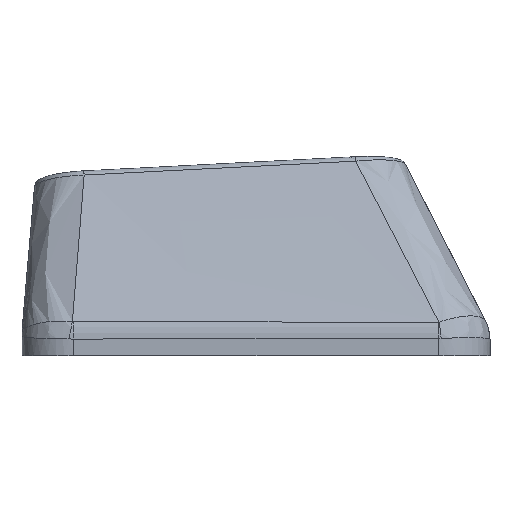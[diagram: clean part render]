
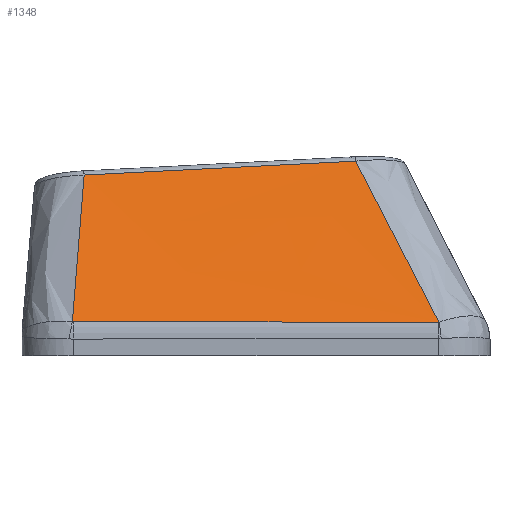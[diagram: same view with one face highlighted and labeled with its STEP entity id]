
A CAD part, left-side view. The second image highlights one B-rep face of the part: STEP entity #1348.
In plain terms, the highlighted free-form (B-spline) face has degree [3, 3] with [4, 4] control points.
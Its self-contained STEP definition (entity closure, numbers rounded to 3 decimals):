
#40=B_SPLINE_SURFACE_WITH_KNOTS('',3,3,((#3108,#3109,#3110,#3111),(#3112,
#3113,#3114,#3115),(#3116,#3117,#3118,#3119),(#3120,#3121,#3122,#3123)),
 .UNSPECIFIED.,.F.,.F.,.F.,(4,4),(4,4),(0.107,0.899),
(0.031,0.956),.UNSPECIFIED.);
#296=FACE_OUTER_BOUND('',#378,.T.);
#378=EDGE_LOOP('',(#1135,#1136,#1137,#1138,#1139,#1140));
#469=B_SPLINE_CURVE_WITH_KNOTS('',3,(#2534,#2535,#2536,#2537),
 .UNSPECIFIED.,.F.,.F.,(4,4),(0.,0.003),
 .UNSPECIFIED.);
#470=B_SPLINE_CURVE_WITH_KNOTS('',3,(#2555,#2556,#2557,#2558),
 .UNSPECIFIED.,.F.,.F.,(4,4),(-1.416,0.),.UNSPECIFIED.);
#473=B_SPLINE_CURVE_WITH_KNOTS('',3,(#2588,#2589,#2590,#2591),
 .UNSPECIFIED.,.F.,.F.,(4,4),(0.,0.004),.UNSPECIFIED.);
#484=B_SPLINE_CURVE_WITH_KNOTS('',3,(#2818,#2819,#2820,#2821),
 .UNSPECIFIED.,.F.,.F.,(4,4),(0.025,0.785),
 .UNSPECIFIED.);
#492=B_SPLINE_CURVE_WITH_KNOTS('',3,(#3048,#3049,#3050,#3051),
 .UNSPECIFIED.,.F.,.F.,(4,4),(0.,1.056),.UNSPECIFIED.);
#495=B_SPLINE_CURVE_WITH_KNOTS('',3,(#3124,#3125,#3126,#3127),
 .UNSPECIFIED.,.F.,.F.,(4,4),(-0.661,-0.023),
 .UNSPECIFIED.);
#603=VERTEX_POINT('',#2496);
#605=VERTEX_POINT('',#2527);
#607=VERTEX_POINT('',#2554);
#609=VERTEX_POINT('',#2581);
#625=VERTEX_POINT('',#2812);
#630=VERTEX_POINT('',#3046);
#768=EDGE_CURVE('',#603,#605,#469,.T.);
#769=EDGE_CURVE('',#605,#607,#470,.T.);
#774=EDGE_CURVE('',#607,#609,#473,.T.);
#800=EDGE_CURVE('',#625,#603,#484,.T.);
#815=EDGE_CURVE('',#630,#625,#492,.T.);
#819=EDGE_CURVE('',#609,#630,#495,.T.);
#1135=ORIENTED_EDGE('',*,*,#768,.F.);
#1136=ORIENTED_EDGE('',*,*,#800,.F.);
#1137=ORIENTED_EDGE('',*,*,#815,.F.);
#1138=ORIENTED_EDGE('',*,*,#819,.F.);
#1139=ORIENTED_EDGE('',*,*,#774,.F.);
#1140=ORIENTED_EDGE('',*,*,#769,.F.);
#1348=ADVANCED_FACE('',(#296),#40,.F.);
#2496=CARTESIAN_POINT('',(-8.943,-7.107,0.299));
#2527=CARTESIAN_POINT('',(-8.944,-7.079,0.298));
#2534=CARTESIAN_POINT('Ctrl Pts',(-8.943,-7.107,0.299));
#2535=CARTESIAN_POINT('Ctrl Pts',(-8.944,-7.098,0.298));
#2536=CARTESIAN_POINT('Ctrl Pts',(-8.944,-7.088,0.298));
#2537=CARTESIAN_POINT('Ctrl Pts',(-8.944,-7.079,0.298));
#2554=CARTESIAN_POINT('',(-8.921,7.082,0.318));
#2555=CARTESIAN_POINT('Ctrl Pts',(-8.944,-7.079,0.298));
#2556=CARTESIAN_POINT('Ctrl Pts',(-8.937,-2.359,0.304));
#2557=CARTESIAN_POINT('Ctrl Pts',(-8.929,2.361,0.311));
#2558=CARTESIAN_POINT('Ctrl Pts',(-8.921,7.082,0.318));
#2581=CARTESIAN_POINT('',(-8.919,7.125,0.322));
#2588=CARTESIAN_POINT('Ctrl Pts',(-8.921,7.082,0.318));
#2589=CARTESIAN_POINT('Ctrl Pts',(-8.921,7.096,0.318));
#2590=CARTESIAN_POINT('Ctrl Pts',(-8.92,7.111,0.319));
#2591=CARTESIAN_POINT('Ctrl Pts',(-8.919,7.125,0.322));
#2812=CARTESIAN_POINT('',(-6.065,-3.872,6.549));
#2818=CARTESIAN_POINT('Ctrl Pts',(-6.065,-3.872,6.549));
#2819=CARTESIAN_POINT('Ctrl Pts',(-7.027,-4.953,4.467));
#2820=CARTESIAN_POINT('Ctrl Pts',(-7.986,-6.03,2.384));
#2821=CARTESIAN_POINT('Ctrl Pts',(-8.943,-7.107,0.299));
#3046=CARTESIAN_POINT('',(-6.069,6.671,6.009));
#3048=CARTESIAN_POINT('Ctrl Pts',(-6.069,6.671,6.009));
#3049=CARTESIAN_POINT('Ctrl Pts',(-6.068,3.156,6.189));
#3050=CARTESIAN_POINT('Ctrl Pts',(-6.066,-0.358,
6.368));
#3051=CARTESIAN_POINT('Ctrl Pts',(-6.065,-3.872,6.549));
#3108=CARTESIAN_POINT('Ctrl Pts',(-6.065,7.032,6.));
#3109=CARTESIAN_POINT('Ctrl Pts',(-7.025,7.063,4.09));
#3110=CARTESIAN_POINT('Ctrl Pts',(-7.984,7.095,2.181));
#3111=CARTESIAN_POINT('Ctrl Pts',(-8.944,7.126,0.272));
#3112=CARTESIAN_POINT('Ctrl Pts',(-6.065,3.271,6.189));
#3113=CARTESIAN_POINT('Ctrl Pts',(-7.025,2.975,4.219));
#3114=CARTESIAN_POINT('Ctrl Pts',(-7.984,2.678,2.25));
#3115=CARTESIAN_POINT('Ctrl Pts',(-8.944,2.382,0.28));
#3116=CARTESIAN_POINT('Ctrl Pts',(-6.065,-0.49,
6.378));
#3117=CARTESIAN_POINT('Ctrl Pts',(-7.025,-1.114,4.349));
#3118=CARTESIAN_POINT('Ctrl Pts',(-7.984,-1.738,2.319));
#3119=CARTESIAN_POINT('Ctrl Pts',(-8.944,-2.363,0.289));
#3120=CARTESIAN_POINT('Ctrl Pts',(-6.065,-4.25,6.568));
#3121=CARTESIAN_POINT('Ctrl Pts',(-7.025,-5.203,4.478));
#3122=CARTESIAN_POINT('Ctrl Pts',(-7.984,-6.155,2.388));
#3123=CARTESIAN_POINT('Ctrl Pts',(-8.944,-7.107,0.298));
#3124=CARTESIAN_POINT('Ctrl Pts',(-8.919,7.125,0.322));
#3125=CARTESIAN_POINT('Ctrl Pts',(-7.967,6.971,2.217));
#3126=CARTESIAN_POINT('Ctrl Pts',(-7.016,6.819,4.112));
#3127=CARTESIAN_POINT('Ctrl Pts',(-6.069,6.671,6.009));
